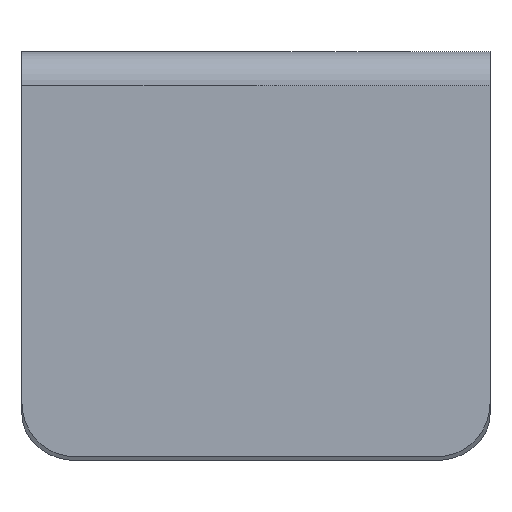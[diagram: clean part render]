
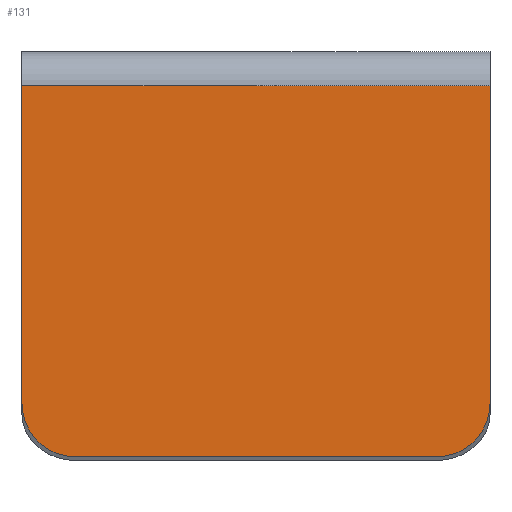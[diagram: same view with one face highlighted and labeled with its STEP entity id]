
A CAD part, front view. The second image highlights one B-rep face of the part: STEP entity #131.
In plain terms, the highlighted planar face has unit normal (0, -1, 0).
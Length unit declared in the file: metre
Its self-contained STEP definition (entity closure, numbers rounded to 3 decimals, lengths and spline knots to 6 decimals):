
#131 = ADVANCED_FACE( '', ( #330 ), #331, .F. );
#330 = FACE_OUTER_BOUND( '', #617, .T. );
#331 = PLANE( '', #618 );
#617 = EDGE_LOOP( '', ( #905, #906, #907, #908, #909, #910 ) );
#618 = AXIS2_PLACEMENT_3D( '', #911, #912, #913 );
#905 = ORIENTED_EDGE( '', *, *, #1620, .T. );
#906 = ORIENTED_EDGE( '', *, *, #1621, .T. );
#907 = ORIENTED_EDGE( '', *, *, #1622, .T. );
#908 = ORIENTED_EDGE( '', *, *, #1623, .F. );
#909 = ORIENTED_EDGE( '', *, *, #1624, .F. );
#910 = ORIENTED_EDGE( '', *, *, #1625, .T. );
#911 = CARTESIAN_POINT( '', ( -0.0875, 0., -0.106571 ) );
#912 = DIRECTION( '', ( 0., 1., 0. ) );
#913 = DIRECTION( '', ( 0., 0., 1. ) );
#1620 = EDGE_CURVE( '', #1921, #1922, #1923, .T. );
#1621 = EDGE_CURVE( '', #1922, #1924, #1925, .F. );
#1622 = EDGE_CURVE( '', #1924, #1926, #1927, .T. );
#1623 = EDGE_CURVE( '', #1928, #1926, #1929, .T. );
#1624 = EDGE_CURVE( '', #1930, #1928, #1931, .T. );
#1625 = EDGE_CURVE( '', #1930, #1921, #1932, .F. );
#1921 = VERTEX_POINT( '', #2348 );
#1922 = VERTEX_POINT( '', #2349 );
#1923 = LINE( '', #2350, #2351 );
#1924 = VERTEX_POINT( '', #2352 );
#1925 = CIRCLE( '', #2353, 0.02 );
#1926 = VERTEX_POINT( '', #2354 );
#1927 = LINE( '', #2355, #2356 );
#1928 = VERTEX_POINT( '', #2357 );
#1929 = LINE( '', #2358, #2359 );
#1930 = VERTEX_POINT( '', #2360 );
#1931 = LINE( '', #2361, #2362 );
#1932 = CIRCLE( '', #2363, 0.02 );
#2348 = CARTESIAN_POINT( '', ( -0.0675, 0., -0.151554 ) );
#2349 = CARTESIAN_POINT( '', ( 0.0675, 0., -0.151554 ) );
#2350 = CARTESIAN_POINT( '', ( -0.0875, 0., -0.151554 ) );
#2351 = VECTOR( '', #2868, 1. );
#2352 = CARTESIAN_POINT( '', ( 0.0875, 0., -0.131554 ) );
#2353 = AXIS2_PLACEMENT_3D( '', #2869, #2870, #2871 );
#2354 = CARTESIAN_POINT( '', ( 0.0875, 0., -0.01275 ) );
#2355 = CARTESIAN_POINT( '', ( 0.0875, 0., -0.106571 ) );
#2356 = VECTOR( '', #2872, 1. );
#2357 = CARTESIAN_POINT( '', ( -0.0875, 0., -0.01275 ) );
#2358 = CARTESIAN_POINT( '', ( -0.0875, 0., -0.01275 ) );
#2359 = VECTOR( '', #2873, 1. );
#2360 = CARTESIAN_POINT( '', ( -0.0875, 0., -0.131554 ) );
#2361 = CARTESIAN_POINT( '', ( -0.0875, 0., -0.106571 ) );
#2362 = VECTOR( '', #2874, 1. );
#2363 = AXIS2_PLACEMENT_3D( '', #2875, #2876, #2877 );
#2868 = DIRECTION( '', ( 1., 0., 0. ) );
#2869 = CARTESIAN_POINT( '', ( 0.0675, 0., -0.131554 ) );
#2870 = DIRECTION( '', ( 0., 1., 0. ) );
#2871 = DIRECTION( '', ( 0., 0., 1. ) );
#2872 = DIRECTION( '', ( 0., 0., 1. ) );
#2873 = DIRECTION( '', ( 1., 0., 0. ) );
#2874 = DIRECTION( '', ( 0., 0., 1. ) );
#2875 = CARTESIAN_POINT( '', ( -0.0675, 0., -0.131554 ) );
#2876 = DIRECTION( '', ( 0., 1., 0. ) );
#2877 = DIRECTION( '', ( 0., 0., 1. ) );
